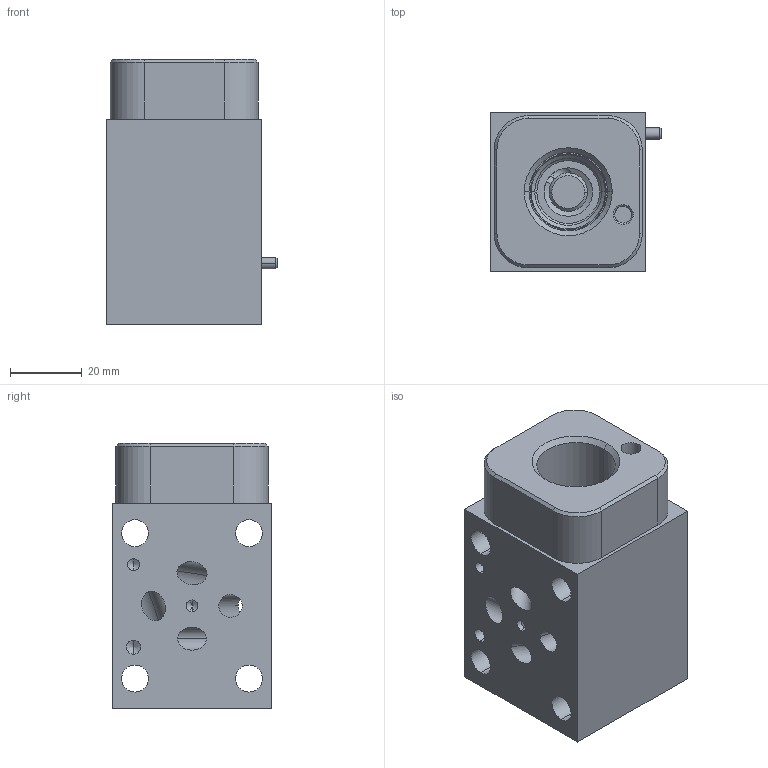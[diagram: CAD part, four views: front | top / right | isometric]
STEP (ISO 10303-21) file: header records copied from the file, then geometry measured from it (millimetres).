
FILE_DESCRIPTION((''),'2;1');
FILE_NAME('EBP_ASM','2019-08-28T',('ProEService'),(''),'PRO/ENGINEER BY PARAMETRIC TECHNOLOGY CORPORATION, 2014200','PRO/ENGINEER BY PARAMETRIC TECHNOLOGY CORPORATION, 2014200','');
FILE_SCHEMA(('CONFIG_CONTROL_DESIGN'));
Length unit declared in the file: inch
Products named in the file (7): 150-227-001; 850-004-218; 340-003; 811-001-006; 500-001-012; 700-002; EBP_ASM
Assembly tree (6 placements, depth 2):
  EBP_ASM
    150-227-001
    850-004-218
    340-003
    811-001-006
    500-001-012
    700-002
Bounding box: 47.5 x 44.45 x 73.81 mm (x, y, z)
Volume: 104469.3 mm3; surface area: 29409.1 mm2
Topology: 4 solids, 4 shells, 174 faces, 674 edges, 629 vertices
Faces by surface type: cylinder 69, plane 47, cone 46, sphere 12
Entity records: 8216 total; most frequent: CARTESIAN_POINT 2655, DIRECTION 1166, ORIENTED_EDGE 838, VECTOR 434, LINE 434, EDGE_CURVE 419, AXIS2_PLACEMENT_3D 366, VERTEX_POINT 263
